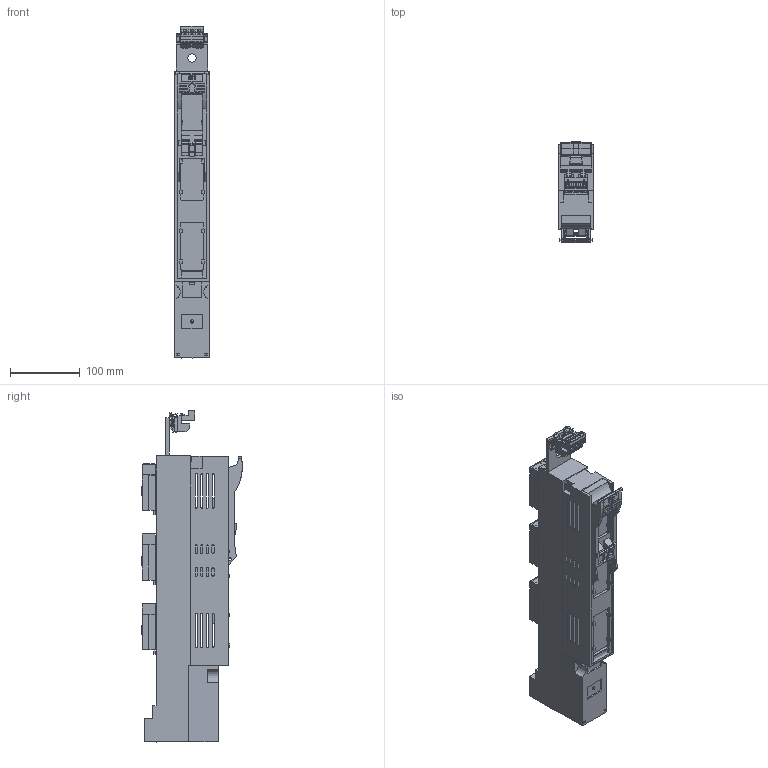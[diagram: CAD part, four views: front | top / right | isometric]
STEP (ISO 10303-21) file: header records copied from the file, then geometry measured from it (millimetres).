
FILE_DESCRIPTION((''),'2;1');
FILE_NAME('SL00_3X3_100_F_HA_3W_1_150-1_KL_ASM','2021-04-15T',('marketing.praksa'),('Audax d.o.o.'),'CREO PARAMETRIC BY PTC INC, 2017480','CREO PARAMETRIC BY PTC INC, 2017480','');
FILE_SCHEMA(('AUTOMOTIVE_DESIGN { 1 0 10303 214 1 1 1 1 }'));
Products named in the file (26): 804115_L01_LEISTENUNTERTEIL_-22; 804115_L01_LEISTENUNTERTE-13507; 804115_L01_LEISTENUNTERTE-14921; 804115_L01_LEISTENUNTERTE-16335; 33784_E_LEISTENOBERTEIL_SL00_10; 804116_L01_LEISTENDECKEL_KPL__2; 33783_L_ANSCHLUSSRAUMABDECKUN_2; W1600000_L_WANDLER_WKD50_-39383; BREP_WITH_VOIDS_2-39620; 66901_SPANNSCHEIBE_DIN_67-58403; 68389_L_SECHSKANSTSCHRAUB-58584; 68389_L_SECHSKANSTSCHRAUB-60006; 66901_SPANNSCHEIBE_DIN_67-61428; 66901_SPANNSCHEIBE_DIN_67-61609; 68389_L_SECHSKANSTSCHRAUB-61790; W1600000_L_WANDLER_WKD50_-63370; BREP_WITH_VOIDS_2-63607; W1600000_L_WANDLER_WKD50_-82390; BREP_WITH_VOIDS_2-82627; 804211_L_BS-KLEMMLEISTE_-117044; 804211_L_BS-KLEMMLEISTE_-101410; 804211_L_BS-KLEMMLEISTE_-103276; PRT0135; RC-PART; LOGOCUT; SL00_3X3_100_F_HA_3W_1_150-1_KL_ASM
Assembly tree (25 placements, depth 2):
  SL00_3X3_100_F_HA_3W_1_150-1_KL_ASM
    804115_L01_LEISTENUNTERTEIL_-22
    804115_L01_LEISTENUNTERTE-13507
    804115_L01_LEISTENUNTERTE-14921
    804115_L01_LEISTENUNTERTE-16335
    33784_E_LEISTENOBERTEIL_SL00_10
    804116_L01_LEISTENDECKEL_KPL__2
    33783_L_ANSCHLUSSRAUMABDECKUN_2
    W1600000_L_WANDLER_WKD50_-39383
    BREP_WITH_VOIDS_2-39620
    66901_SPANNSCHEIBE_DIN_67-58403
    68389_L_SECHSKANSTSCHRAUB-58584
    68389_L_SECHSKANSTSCHRAUB-60006
    66901_SPANNSCHEIBE_DIN_67-61428
    66901_SPANNSCHEIBE_DIN_67-61609
    68389_L_SECHSKANSTSCHRAUB-61790
    W1600000_L_WANDLER_WKD50_-63370
    BREP_WITH_VOIDS_2-63607
    W1600000_L_WANDLER_WKD50_-82390
    BREP_WITH_VOIDS_2-82627
    804211_L_BS-KLEMMLEISTE_-117044
    804211_L_BS-KLEMMLEISTE_-101410
    804211_L_BS-KLEMMLEISTE_-103276
    PRT0135
    RC-PART
    LOGOCUT
Bounding box: 50 x 144.19 x 475.88 mm (x, y, z)
Volume: 1599647.1 mm3; surface area: 437379.5 mm2
Topology: 27 solids, 30 shells, 3817 faces, 11010 edges, 7330 vertices
Faces by surface type: plane 3135, cylinder 468, cone 152, torus 30, bspline 28, extrusion 4
Entity records: 187882 total; most frequent: CARTESIAN_POINT 25252, ORIENTED_EDGE 21996, DIRECTION 19562, PRESENTATION_STYLE_ASSIGNMENT 14846, STYLED_ITEM 14846, CURVE_STYLE 11002, EDGE_CURVE 10998, VECTOR 9372
